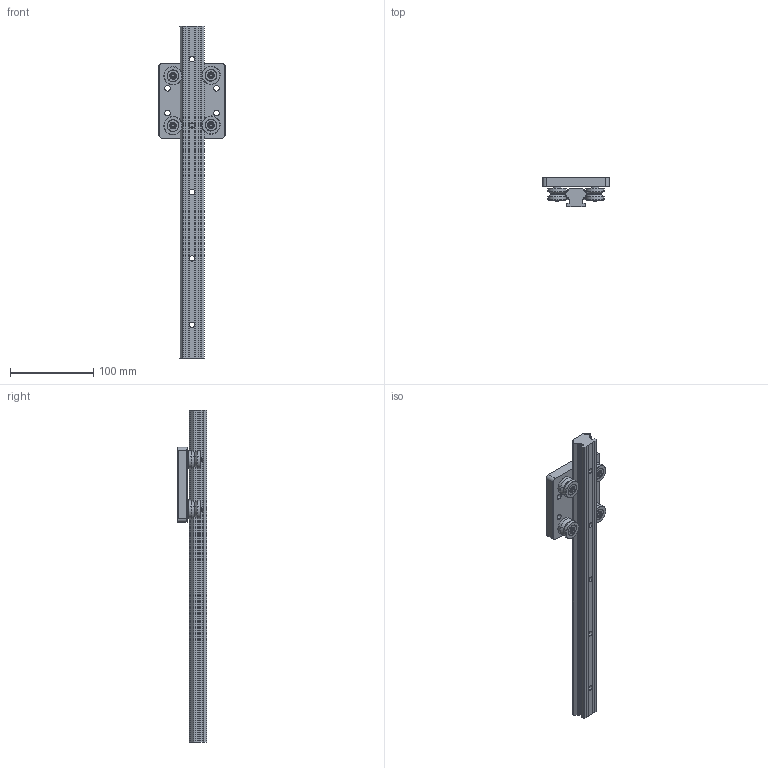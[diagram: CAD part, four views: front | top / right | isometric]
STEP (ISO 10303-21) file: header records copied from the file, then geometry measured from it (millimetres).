
FILE_DESCRIPTION (( 'STEP AP203' ), '1' );
FILE_NAME ('IVT_FEBDC90DDB.step', '2022-11-22T14:00:00', ( '' ), ( '' ), 'SwSTEP 2.0', 'SolidWorks 2019', '' );
FILE_SCHEMA (( 'CONFIG_CONTROL_DESIGN' ));
Length unit declared in the file: inch
Products named in the file (5): AfS3Z73NDF_CADModel_0; IVT_FEBDC90DDB; AfS3Z73NDF_CADModel_1
Assembly tree (2 placements, depth 2):
  AfS3Z73NDF_CADModel_0
  IVT_FEBDC90DDB
    AfS3Z73NDF_CADModel_1
    AfS3Z73NDF_CADModel_0
  AfS3Z73NDF_CADModel_1
Bounding box: 80 x 35.5 x 400 mm (x, y, z)
Volume: 275663 mm3; surface area: 104310.7 mm2
Topology: 20 solids, 20 shells, 574 faces, 1307 edges, 804 vertices
Faces by surface type: cylinder 199, plane 171, cone 156, torus 48
Entity records: 16880 total; most frequent: CARTESIAN_POINT 3071, DIRECTION 3037, ORIENTED_EDGE 2590, EDGE_CURVE 1295, AXIS2_PLACEMENT_3D 1210, VERTEX_POINT 804, EDGE_LOOP 671, CIRCLE 630
